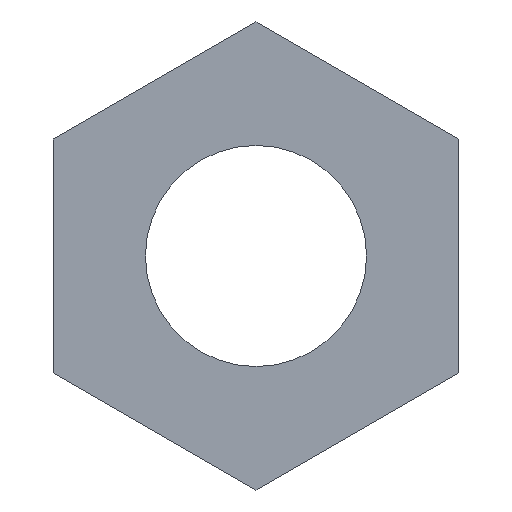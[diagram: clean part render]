
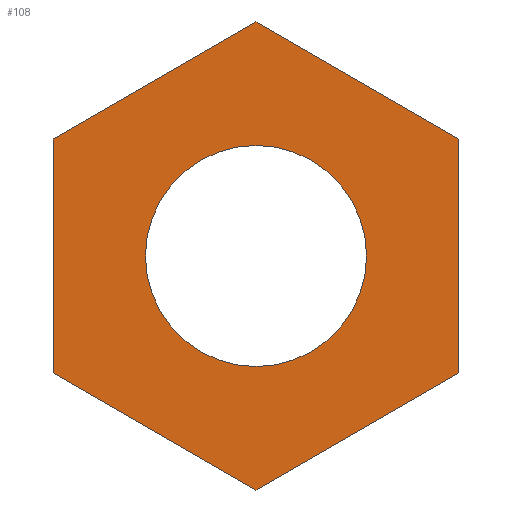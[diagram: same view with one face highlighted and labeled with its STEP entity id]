
A CAD part, front view. The second image highlights one B-rep face of the part: STEP entity #108.
In plain terms, the highlighted planar face has unit normal (0, -1, 0).
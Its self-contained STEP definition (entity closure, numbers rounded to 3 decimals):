
#1 = CARTESIAN_POINT ( 'NONE',  ( -2.75, 0., -1.588 ) ) ;
#4 = CARTESIAN_POINT ( 'NONE',  ( 2.75, 0., -1.588 ) ) ;
#9 = LINE ( 'NONE', #267, #47 ) ;
#14 = VECTOR ( 'NONE', #103, 1000. ) ;
#17 = EDGE_CURVE ( 'NONE', #18, #120, #155, .T. ) ;
#18 = VERTEX_POINT ( 'NONE', #284 ) ;
#19 = VERTEX_POINT ( 'NONE', #232 ) ;
#24 = EDGE_CURVE ( 'NONE', #69, #145, #180, .T. ) ;
#26 = DIRECTION ( 'NONE',  ( 0., 1., 0. ) ) ;
#30 = FACE_OUTER_BOUND ( 'NONE', #229, .T. ) ;
#34 = CARTESIAN_POINT ( 'NONE',  ( 0., 0., 3.175 ) ) ;
#46 = DIRECTION ( 'NONE',  ( 0.866, 0., 0.5 ) ) ;
#47 = VECTOR ( 'NONE', #239, 1000. ) ;
#52 = EDGE_CURVE ( 'NONE', #145, #337, #185, .T. ) ;
#54 = CARTESIAN_POINT ( 'NONE',  ( 2.75, 0., -1.588 ) ) ;
#60 = CARTESIAN_POINT ( 'NONE',  ( 0., 0., 3.175 ) ) ;
#69 = VERTEX_POINT ( 'NONE', #265 ) ;
#76 = EDGE_CURVE ( 'NONE', #19, #182, #328, .T. ) ;
#77 = DIRECTION ( 'NONE',  ( -0.866, 0., 0.5 ) ) ;
#80 = ORIENTED_EDGE ( 'NONE', *, *, #261, .F. ) ;
#87 = DIRECTION ( 'NONE',  ( 0., 1., 0. ) ) ;
#90 = CARTESIAN_POINT ( 'NONE',  ( 0., 0., 0. ) ) ;
#103 = DIRECTION ( 'NONE',  ( 0.866, 0., -0.5 ) ) ;
#107 = VECTOR ( 'NONE', #157, 1000. ) ;
#108 = ADVANCED_FACE ( 'NONE', ( #30, #130 ), #109, .F. ) ;
#109 = PLANE ( 'NONE',  #204 ) ;
#120 = VERTEX_POINT ( 'NONE', #1 ) ;
#125 = CARTESIAN_POINT ( 'NONE',  ( -2.75, 0., 1.588 ) ) ;
#130 = FACE_BOUND ( 'NONE', #153, .T. ) ;
#131 = CARTESIAN_POINT ( 'NONE',  ( -2.75, 0., -1.588 ) ) ;
#141 = CARTESIAN_POINT ( 'NONE',  ( 0., 0., 0. ) ) ;
#145 = VERTEX_POINT ( 'NONE', #60 ) ;
#152 = VERTEX_POINT ( 'NONE', #4 ) ;
#153 = EDGE_LOOP ( 'NONE', ( #228, #279 ) ) ;
#155 = LINE ( 'NONE', #203, #281 ) ;
#157 = DIRECTION ( 'NONE',  ( -0.866, 0., -0.5 ) ) ;
#160 = DIRECTION ( 'NONE',  ( 0., 0., 1. ) ) ;
#165 = VECTOR ( 'NONE', #242, 1000. ) ;
#169 = VECTOR ( 'NONE', #46, 1000. ) ;
#173 = ORIENTED_EDGE ( 'NONE', *, *, #24, .F. ) ;
#180 = LINE ( 'NONE', #125, #169 ) ;
#181 = CARTESIAN_POINT ( 'NONE',  ( 0., 0., 1.5 ) ) ;
#182 = VERTEX_POINT ( 'NONE', #181 ) ;
#184 = EDGE_CURVE ( 'NONE', #152, #18, #290, .T. ) ;
#185 = LINE ( 'NONE', #34, #14 ) ;
#193 = DIRECTION ( 'NONE',  ( 0., 0., 1. ) ) ;
#198 = CIRCLE ( 'NONE', #276, 1.5 ) ;
#203 = CARTESIAN_POINT ( 'NONE',  ( 0., 0., -3.175 ) ) ;
#204 = AXIS2_PLACEMENT_3D ( 'NONE', #207, #87, #160 ) ;
#207 = CARTESIAN_POINT ( 'NONE',  ( 0., 0., 0. ) ) ;
#216 = LINE ( 'NONE', #131, #165 ) ;
#224 = ORIENTED_EDGE ( 'NONE', *, *, #52, .F. ) ;
#228 = ORIENTED_EDGE ( 'NONE', *, *, #76, .T. ) ;
#229 = EDGE_LOOP ( 'NONE', ( #80, #224, #173, #260, #285, #277 ) ) ;
#230 = EDGE_CURVE ( 'NONE', #120, #69, #216, .T. ) ;
#232 = CARTESIAN_POINT ( 'NONE',  ( 0., 0., -1.5 ) ) ;
#239 = DIRECTION ( 'NONE',  ( 0., 0., -1. ) ) ;
#242 = DIRECTION ( 'NONE',  ( 0., 0., 1. ) ) ;
#246 = DIRECTION ( 'NONE',  ( 0., 1., 0. ) ) ;
#253 = CARTESIAN_POINT ( 'NONE',  ( 2.75, 0., 1.588 ) ) ;
#260 = ORIENTED_EDGE ( 'NONE', *, *, #230, .F. ) ;
#261 = EDGE_CURVE ( 'NONE', #337, #152, #9, .T. ) ;
#265 = CARTESIAN_POINT ( 'NONE',  ( -2.75, 0., 1.588 ) ) ;
#267 = CARTESIAN_POINT ( 'NONE',  ( 2.75, 0., 1.588 ) ) ;
#276 = AXIS2_PLACEMENT_3D ( 'NONE', #90, #26, #193 ) ;
#277 = ORIENTED_EDGE ( 'NONE', *, *, #184, .F. ) ;
#279 = ORIENTED_EDGE ( 'NONE', *, *, #321, .T. ) ;
#281 = VECTOR ( 'NONE', #77, 1000. ) ;
#284 = CARTESIAN_POINT ( 'NONE',  ( 0., 0., -3.175 ) ) ;
#285 = ORIENTED_EDGE ( 'NONE', *, *, #17, .F. ) ;
#290 = LINE ( 'NONE', #54, #107 ) ;
#296 = DIRECTION ( 'NONE',  ( 0., 0., 1. ) ) ;
#301 = AXIS2_PLACEMENT_3D ( 'NONE', #141, #246, #296 ) ;
#321 = EDGE_CURVE ( 'NONE', #182, #19, #198, .T. ) ;
#328 = CIRCLE ( 'NONE', #301, 1.5 ) ;
#337 = VERTEX_POINT ( 'NONE', #253 ) ;
